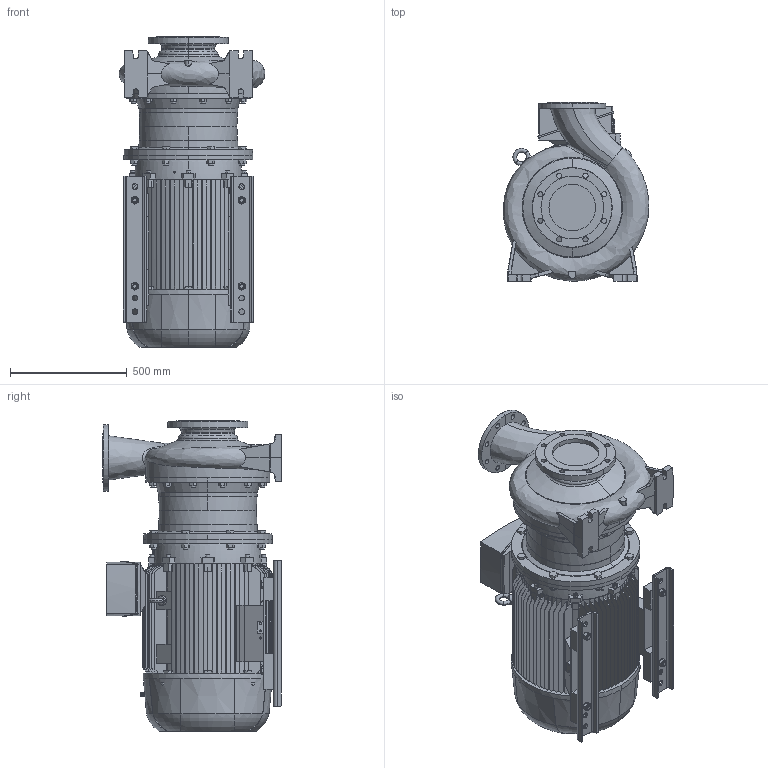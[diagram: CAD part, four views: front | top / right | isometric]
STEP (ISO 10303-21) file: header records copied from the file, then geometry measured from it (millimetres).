
FILE_DESCRIPTION (( 'STEP AP214' ), '1' );
FILE_NAME ('4_93_494_23_REV01.step', '2022-09-16T15:08:10', ( '' ), ( '' ), 'SwSTEP 2.0', 'SolidWorks 2020', '' );
FILE_SCHEMA (( 'AUTOMOTIVE_DESIGN' ));
Length unit declared in the file: millimetre
Products named in the file (2): 4_93_494_23_REV01; 4_93_494_23_REV01^4_93_494_23_REV01
Assembly tree (1 placements, depth 2):
  4_93_494_23_REV01
    4_93_494_23_REV01^4_93_494_23_REV01
Bounding box: 622.25 x 765 x 1329.8 mm (x, y, z)
Volume: 264227991.1 mm3; surface area: 7043255.7 mm2
Topology: 1 solids, 1 shells, 1904 faces, 5113 edges, 3339 vertices
Faces by surface type: plane 1146, cylinder 383, torus 180, cone 128, bspline 67
Entity records: 122786 total; most frequent: CARTESIAN_POINT 76632, ORIENTED_EDGE 10218, DIRECTION 8603, EDGE_CURVE 5109, VERTEX_POINT 3339, VECTOR 3035, LINE 3035, AXIS2_PLACEMENT_3D 2784
